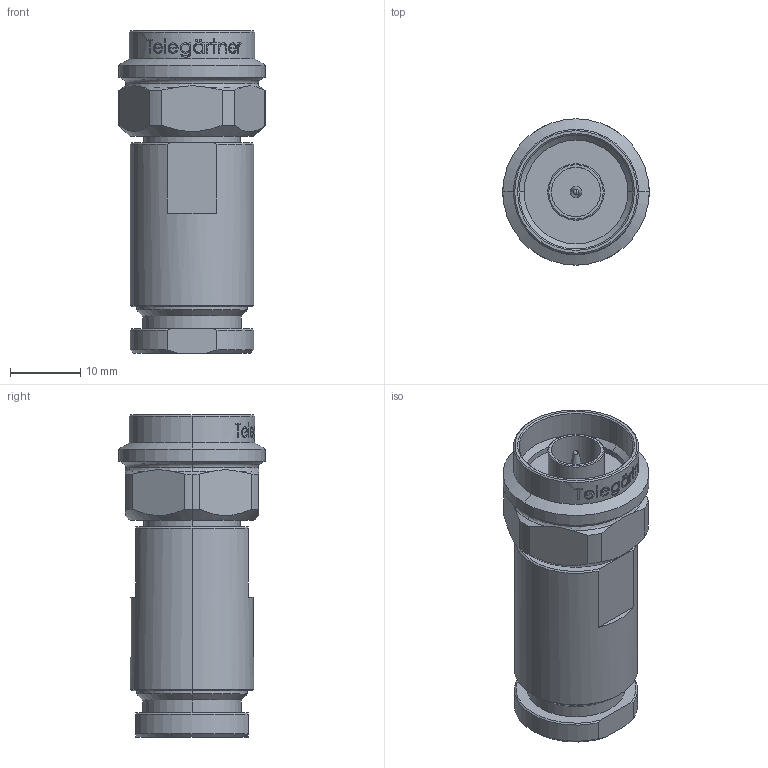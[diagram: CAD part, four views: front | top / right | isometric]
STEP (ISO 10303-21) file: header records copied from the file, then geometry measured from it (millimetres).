
FILE_DESCRIPTION (( 'STEP AP214' ), '1' );
FILE_NAME ('J01020I1070.STEP', '2014-03-17T14:16:34', ( 'Wartung1' ), ( '' ), 'SwSTEP 2.0', 'SolidWorks 2013', '' );
FILE_SCHEMA (( 'AUTOMOTIVE_DESIGN' ));
Length unit declared in the file: millimetre
Products named in the file (1): J01020I1070
Bounding box: 20.8 x 20.8 x 45.83 mm (x, y, z)
Volume: 9724.9 mm3; surface area: 4154.1 mm2
Topology: 1 solids, 1 shells, 261 faces, 661 edges, 429 vertices
Faces by surface type: bspline 83, plane 80, cylinder 52, cone 36, torus 8, sphere 2
Entity records: 18639 total; most frequent: CARTESIAN_POINT 10149, ORIENTED_EDGE 1322, DIRECTION 902, EDGE_CURVE 661, VERTEX_POINT 429, AXIS2_PLACEMENT_3D 361, B_SPLINE_CURVE_WITH_KNOTS 299, EDGE_LOOP 288
